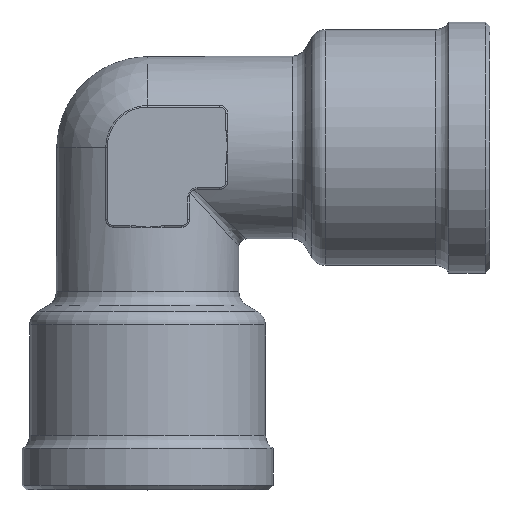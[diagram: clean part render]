
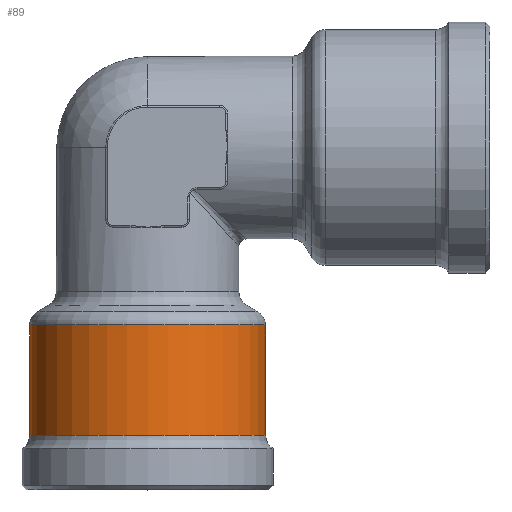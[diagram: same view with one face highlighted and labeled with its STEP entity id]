
A CAD part, top view. The second image highlights one B-rep face of the part: STEP entity #89.
In plain terms, the highlighted cylindrical face has radius 7.75 mm (diameter 15.5 mm), a full revolution.
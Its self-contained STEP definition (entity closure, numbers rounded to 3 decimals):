
#89 = ADVANCED_FACE( 'NONE', ( #203, #204 ), #205, .T. );
#203 = FACE_OUTER_BOUND( '', #479, .T. );
#204 = FACE_OUTER_BOUND( '', #480, .T. );
#205 = CYLINDRICAL_SURFACE( '', #481, 7.75 );
#479 = EDGE_LOOP( '', ( #962 ) );
#480 = EDGE_LOOP( '', ( #963 ) );
#481 = AXIS2_PLACEMENT_3D( '', #964, #965, #966 );
#962 = ORIENTED_EDGE( '', *, *, #1556, .F. );
#963 = ORIENTED_EDGE( '', *, *, #1557, .T. );
#964 = CARTESIAN_POINT( '', ( 0., 7.845, 0. ) );
#965 = DIRECTION( '', ( 0., -1., 0. ) );
#966 = DIRECTION( '', ( 0., 0., 1. ) );
#1556 = EDGE_CURVE( 'NONE', #1803, #1803, #1804, .T. );
#1557 = EDGE_CURVE( 'NONE', #1805, #1805, #1806, .T. );
#1803 = VERTEX_POINT( '', #2260 );
#1804 = CIRCLE( '', #2261, 7.75 );
#1805 = VERTEX_POINT( '', #2262 );
#1806 = CIRCLE( '', #2263, 7.75 );
#2260 = CARTESIAN_POINT( '', ( 0., -11.665, 7.75 ) );
#2261 = AXIS2_PLACEMENT_3D( '', #2710, #2711, #2712 );
#2262 = CARTESIAN_POINT( '', ( -7.75, -18.923, 0. ) );
#2263 = AXIS2_PLACEMENT_3D( '', #2713, #2714, #2715 );
#2710 = CARTESIAN_POINT( '', ( 0., -11.665, 0. ) );
#2711 = DIRECTION( '', ( 0., 1., 0. ) );
#2712 = DIRECTION( '', ( 0., 0., 1. ) );
#2713 = CARTESIAN_POINT( '', ( 0., -18.923, 0. ) );
#2714 = DIRECTION( '', ( 0., 1., 0. ) );
#2715 = DIRECTION( '', ( -1., 0., 0. ) );
